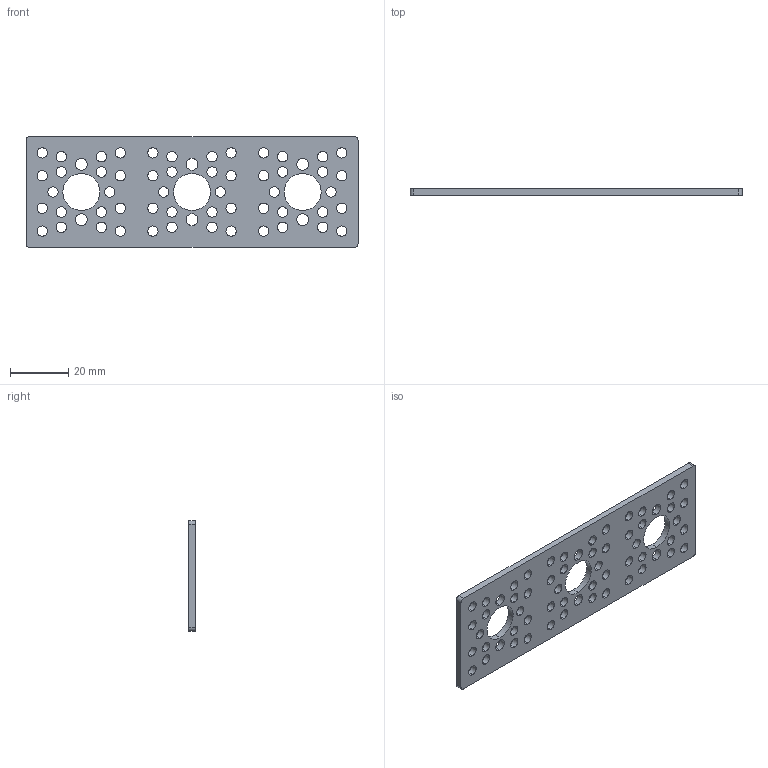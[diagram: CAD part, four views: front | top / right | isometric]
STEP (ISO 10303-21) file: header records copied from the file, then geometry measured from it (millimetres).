
FILE_DESCRIPTION (( 'STEP AP203' ), '1' );
FILE_NAME ('585580.STEP', '2014-07-15T15:33:11', ( 'Kyle' ), ( 'Microsoft' ), 'SwSTEP 2.0', 'SolidWorks 2014', '' );
FILE_SCHEMA (( 'CONFIG_CONTROL_DESIGN' ));
Length unit declared in the file: inch
Products named in the file (1): 585580
Bounding box: 114.3 x 2.29 x 38.1 mm (x, y, z)
Volume: 7675.8 mm3; surface area: 9235.7 mm2
Topology: 1 solids, 1 shells, 136 faces, 402 edges, 268 vertices
Faces by surface type: cylinder 130, plane 6
Entity records: 5037 total; most frequent: DIRECTION 936, CARTESIAN_POINT 807, ORIENTED_EDGE 804, EDGE_CURVE 402, AXIS2_PLACEMENT_3D 397, VERTEX_POINT 268, EDGE_LOOP 262, CIRCLE 260
